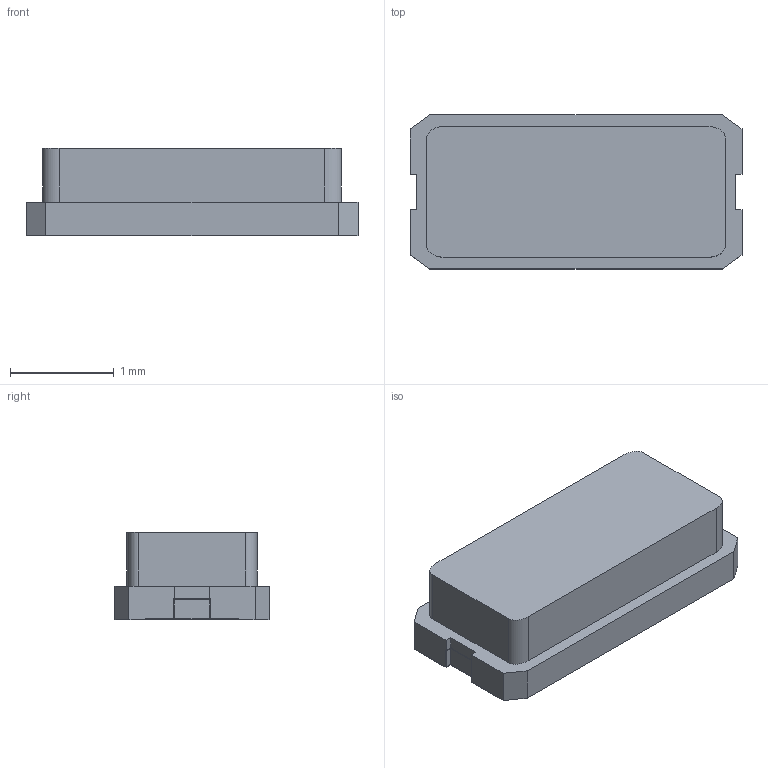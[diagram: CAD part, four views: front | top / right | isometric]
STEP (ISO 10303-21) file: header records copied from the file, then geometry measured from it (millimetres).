
FILE_DESCRIPTION(('FreeCAD Model'),'2;1');
FILE_NAME('crystal_smd_5x3.2mm_.step','2018-07-29T22:10:06',('Author'),(''), 'Open CASCADE STEP processor 7.3','FreeCAD','Unknown');
FILE_SCHEMA(('AUTOMOTIVE_DESIGN { 1 0 10303 214 1 1 1 1 }'));
Length unit declared in the file: millimetre
Products named in the file (1): ABM3-8.000MHZ-D2Y-T002
Bounding box: 3.2 x 1.49 x 0.84 mm (x, y, z)
Volume: 3.4 mm3; surface area: 19.7 mm2
Topology: 3 solids, 3 shells, 71 faces, 576 edges, 1664 vertices
Faces by surface type: bspline 71
Entity records: 8770 total; most frequent: CARTESIAN_POINT 3925, B_SPLINE_CURVE_WITH_KNOTS 928, GEOMETRIC_CURVE_SET 385, ORIENTED_EDGE 384, PCURVE 384, DEFINITIONAL_REPRESENTATION 384, TRIMMED_CURVE 384, EDGE_CURVE 192
